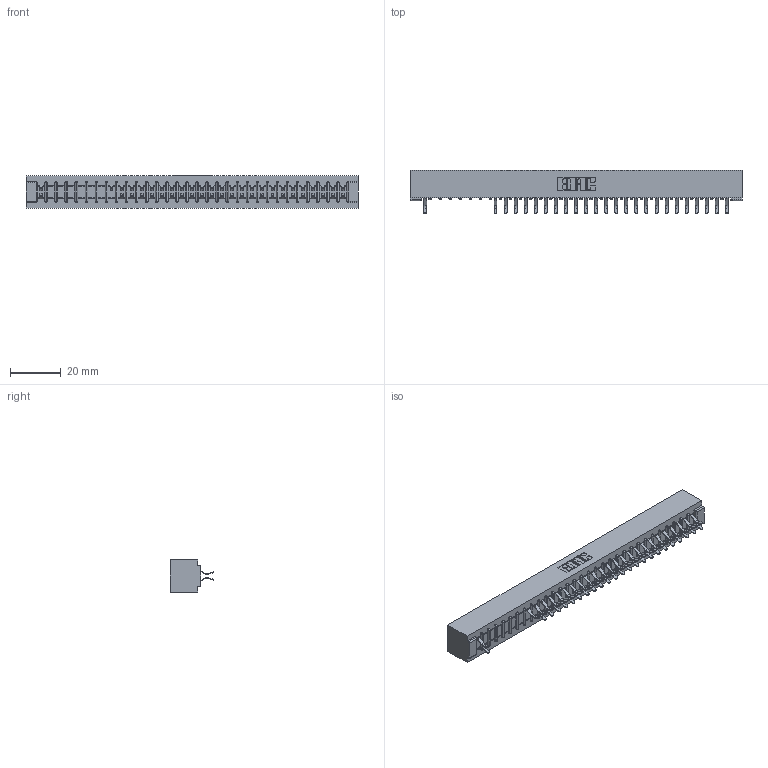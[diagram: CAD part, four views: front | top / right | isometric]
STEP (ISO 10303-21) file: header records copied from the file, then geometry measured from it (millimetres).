
FILE_DESCRIPTION (( 'STEP AP203' ), '1' );
FILE_NAME ('307-062-556-201.STEP', '2018-08-06T09:30:12', ( '' ), ( '' ), 'SwSTEP 2.0', 'SolidWorks 2016', '' );
FILE_SCHEMA (( 'CONFIG_CONTROL_DESIGN' ));
Length unit declared in the file: inch
Products named in the file (3): 307-290-001_556; 307-062-556-201; 307 Part_No Mounting Lugs
Assembly tree (50 placements, depth 2):
  307-062-556-201
    307 Part_No Mounting Lugs
    307-290-001_556  x49
Bounding box: 130.71 x 16.97 x 12.7 mm (x, y, z)
Volume: 14191.7 mm3; surface area: 16222.9 mm2
Topology: 50 solids, 50 shells, 2722 faces, 7673 edges, 4962 vertices
Faces by surface type: plane 1761, cylinder 897, sphere 64
Entity records: 28334 total; most frequent: CARTESIAN_POINT 4690, ORIENTED_EDGE 4658, DIRECTION 4585, EDGE_CURVE 2329, LINE 1783, VECTOR 1783, VERTEX_POINT 1506, AXIS2_PLACEMENT_3D 1401
